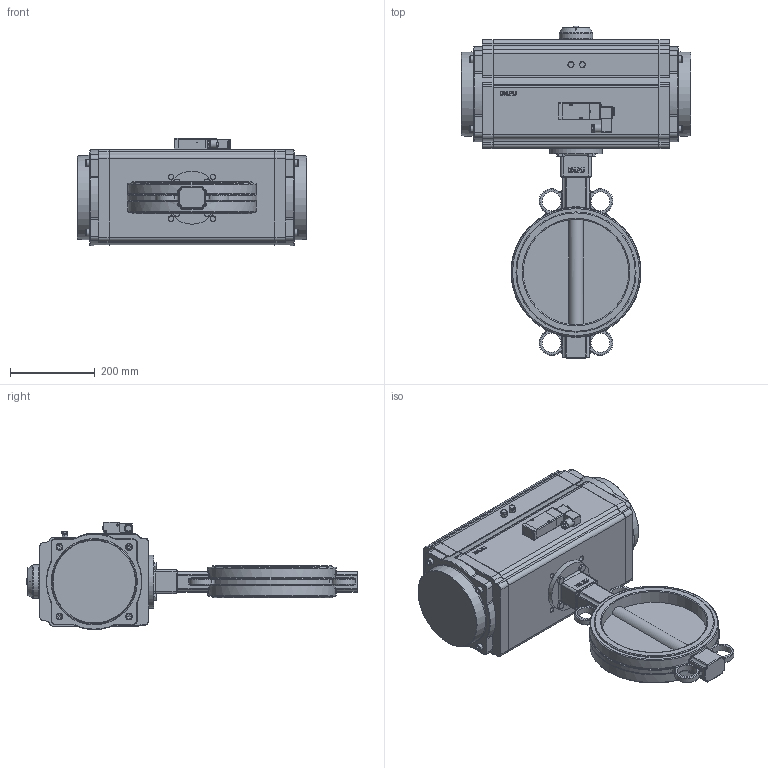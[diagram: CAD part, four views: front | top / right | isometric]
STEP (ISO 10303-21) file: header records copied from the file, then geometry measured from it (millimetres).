
FILE_DESCRIPTION(/* description */ (''),/* implementation_level */ '2;1');
FILE_NAME(/* name */ 'DN250_3D_STEP.stp',/* time_stamp */ '2025-02-01T15:45:55+03:00',/* author */ ('igorr'),/* organization */ (''),/* preprocessor_version */ 'ST-DEVELOPER v20',/* originating_system */ 'Autodesk Inventor 2025',/* authorisation */ '');
FILE_SCHEMA (('AUTOMOTIVE_DESIGN { 1 0 10303 214 3 1 1 }'));
Length unit declared in the file: millimetre
Products named in the file (13): Сборка; Деталь; ПНЕВМОРАСПРЕДЕЛИТЕЛЬ 
В СБОРЕ; ПНЕВМОРАСПРЕДЕЛИТЕЛЬ; AS 1420 - 1973 - M3 x 6; AS 1427 - M3 x 5; AS 1110 - M10 x 16; Сборка_1; Деталь1; JIS B 1111 - M8x10; ANSI B18.2.4.2M - M8x1,25; AS 1110 - M8 x 12; AS 1420 - 1973 - M10 x 16
Assembly tree (27 placements, depth 3):
  Сборка
    Деталь
    ПНЕВМОРАСПРЕДЕЛИТЕЛЬ 
В СБОРЕ
      ПНЕВМОРАСПРЕДЕЛИТЕЛЬ
      AS 1420 - 1973 - M3 x 6  x2
      AS 1427 - M3 x 5  x3
    AS 1110 - M10 x 16  x4
    Сборка_1
      Деталь1
      JIS B 1111 - M8x10
      ANSI B18.2.4.2M - M8x1,25  x2
      AS 1110 - M8 x 12  x2
      AS 1420 - 1973 - M10 x 16  x8
Bounding box: 542 x 784.63 x 253 mm (x, y, z)
Volume: 31000586.9 mm3; surface area: 1292178.6 mm2
Topology: 27 solids, 27 shells, 1523 faces, 3695 edges, 2287 vertices
Faces by surface type: plane 599, cylinder 438, torus 208, cone 141, bspline 118, sphere 19
Full cylindrical faces by diameter (mm): 1 x2, 2.693 x3, 3 x5, 4 x1, 5 x10, 5.3 x3, 5.5 x2, 6 x1, 6.647 x2, 6.75 x1, 8 x5, 10 x12, 11 x12, 11.89 x2, 12 x8, 13 x2, 14 x1, 16 x15, 17.8 x1, 20 x3, 35 x1, 45 x4, 47.271 x1, 75 x1, 77 x1, 79 x1, 125 x1, 250 x1, 284 x2, 304 x2
Entity records: 41076 total; most frequent: CARTESIAN_POINT 10571, DIRECTION 6302, ORIENTED_EDGE 5970, EDGE_CURVE 2985, AXIS2_PLACEMENT_3D 2519, VERTEX_POINT 1846, CIRCLE 1366, EDGE_LOOP 1335
